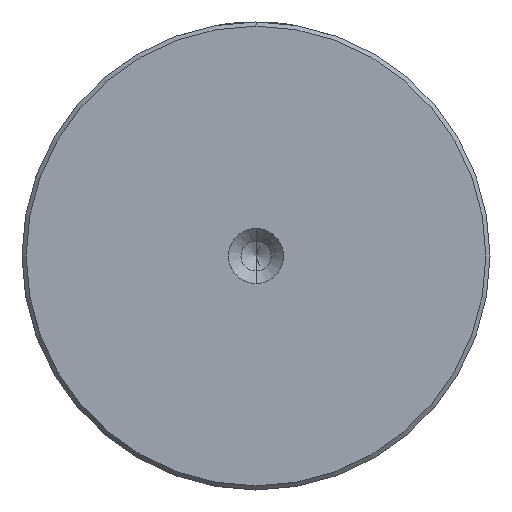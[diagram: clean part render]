
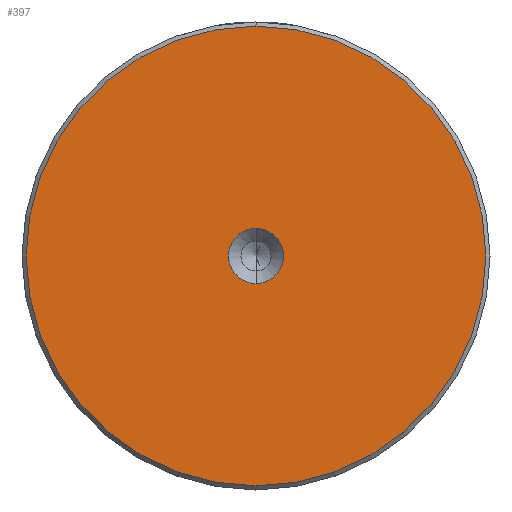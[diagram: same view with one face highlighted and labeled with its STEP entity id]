
A CAD part, left-side view. The second image highlights one B-rep face of the part: STEP entity #397.
In plain terms, the highlighted planar face has unit normal (-1, 0, 0).
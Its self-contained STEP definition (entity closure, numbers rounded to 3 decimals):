
#17 = CARTESIAN_POINT ( 'NONE',  ( 0., 0., 0. ) ) ;
#33 = PLANE ( 'NONE',  #538 ) ;
#61 = CARTESIAN_POINT ( 'NONE',  ( 0., 0., 0. ) ) ;
#65 = EDGE_LOOP ( 'NONE', ( #1013, #537 ) ) ;
#99 = FACE_OUTER_BOUND ( 'NONE', #793, .T. ) ;
#114 = DIRECTION ( 'NONE',  ( 0., 0., 1. ) ) ;
#140 = DIRECTION ( 'NONE',  ( -1., 0., 0. ) ) ;
#160 = DIRECTION ( 'NONE',  ( 0., 0., 1. ) ) ;
#191 = CIRCLE ( 'NONE', #1942, 27.5 ) ;
#249 = DIRECTION ( 'NONE',  ( -1., 0., 0. ) ) ;
#301 = VERTEX_POINT ( 'NONE', #620 ) ;
#397 = ADVANCED_FACE ( 'NONE', ( #99, #621 ), #33, .T. ) ;
#486 = CARTESIAN_POINT ( 'NONE',  ( 0., 0., -27.5 ) ) ;
#537 = ORIENTED_EDGE ( 'NONE', *, *, #1560, .F. ) ;
#538 = AXIS2_PLACEMENT_3D ( 'NONE', #17, #140, #160 ) ;
#578 = DIRECTION ( 'NONE',  ( -1., 0., 0. ) ) ;
#620 = CARTESIAN_POINT ( 'NONE',  ( 0., 0., 3.3 ) ) ;
#621 = FACE_BOUND ( 'NONE', #65, .T. ) ;
#686 = AXIS2_PLACEMENT_3D ( 'NONE', #61, #249, #114 ) ;
#703 = AXIS2_PLACEMENT_3D ( 'NONE', #2106, #947, #2286 ) ;
#711 = VERTEX_POINT ( 'NONE', #2230 ) ;
#739 = CARTESIAN_POINT ( 'NONE',  ( 0., 0., 0. ) ) ;
#793 = EDGE_LOOP ( 'NONE', ( #2194, #1386 ) ) ;
#944 = DIRECTION ( 'NONE',  ( 0., 0., 1. ) ) ;
#947 = DIRECTION ( 'NONE',  ( -1., 0., 0. ) ) ;
#1013 = ORIENTED_EDGE ( 'NONE', *, *, #2105, .F. ) ;
#1052 = EDGE_CURVE ( 'NONE', #1648, #711, #2406, .T. ) ;
#1075 = AXIS2_PLACEMENT_3D ( 'NONE', #739, #2103, #944 ) ;
#1184 = CIRCLE ( 'NONE', #703, 3.3 ) ;
#1386 = ORIENTED_EDGE ( 'NONE', *, *, #1763, .T. ) ;
#1450 = VERTEX_POINT ( 'NONE', #2241 ) ;
#1484 = CIRCLE ( 'NONE', #1075, 3.3 ) ;
#1560 = EDGE_CURVE ( 'NONE', #1450, #301, #1484, .T. ) ;
#1648 = VERTEX_POINT ( 'NONE', #486 ) ;
#1732 = CARTESIAN_POINT ( 'NONE',  ( 0., 0., 0. ) ) ;
#1763 = EDGE_CURVE ( 'NONE', #711, #1648, #191, .T. ) ;
#1928 = DIRECTION ( 'NONE',  ( 0., 0., 1. ) ) ;
#1942 = AXIS2_PLACEMENT_3D ( 'NONE', #1732, #578, #1928 ) ;
#2103 = DIRECTION ( 'NONE',  ( -1., 0., 0. ) ) ;
#2105 = EDGE_CURVE ( 'NONE', #301, #1450, #1184, .T. ) ;
#2106 = CARTESIAN_POINT ( 'NONE',  ( 0., 0., 0. ) ) ;
#2194 = ORIENTED_EDGE ( 'NONE', *, *, #1052, .T. ) ;
#2230 = CARTESIAN_POINT ( 'NONE',  ( 0., 0., 27.5 ) ) ;
#2241 = CARTESIAN_POINT ( 'NONE',  ( 0., 0., -3.3 ) ) ;
#2286 = DIRECTION ( 'NONE',  ( 0., 0., 1. ) ) ;
#2406 = CIRCLE ( 'NONE', #686, 27.5 ) ;
